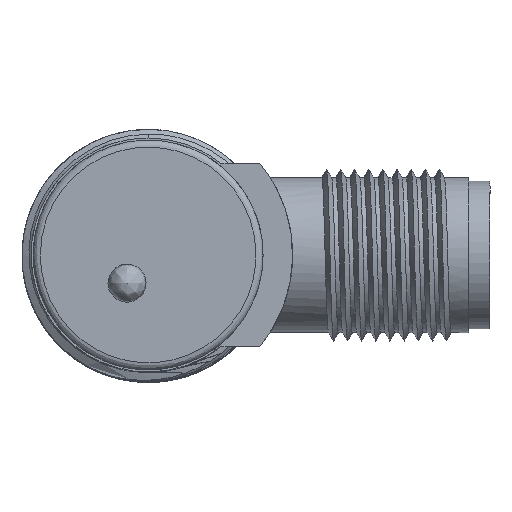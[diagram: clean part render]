
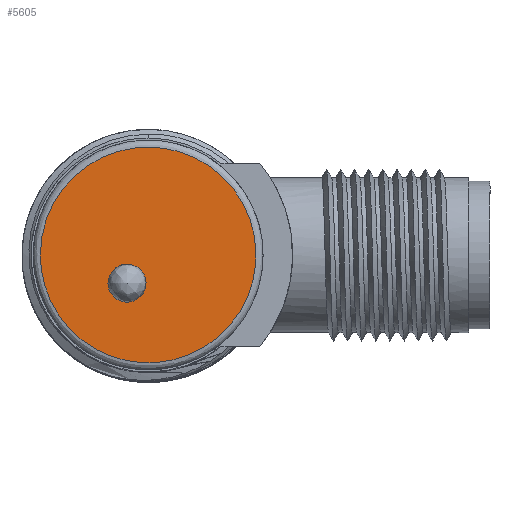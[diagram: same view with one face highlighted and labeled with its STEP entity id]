
A CAD part, top view. The second image highlights one B-rep face of the part: STEP entity #5605.
In plain terms, the highlighted free-form (B-spline) face has degree [1, 1] with [2, 2] control points.
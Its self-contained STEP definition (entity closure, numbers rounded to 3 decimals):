
#5558=CARTESIAN_POINT('',(-7.65,0.,64.5));
#5559=VERTEX_POINT('',#5558);
#5568=CARTESIAN_POINT('',(-7.65,0.,64.5));
#5569=CARTESIAN_POINT('',(-7.65,7.65,64.5));
#5570=CARTESIAN_POINT('',(0.,7.65,64.5));
#5571=CARTESIAN_POINT('',(7.65,7.65,64.5));
#5572=CARTESIAN_POINT('',(7.65,0.,64.5));
#5573=CARTESIAN_POINT('',(7.65,-7.65,64.5));
#5574=CARTESIAN_POINT('',(0.,-7.65,64.5));
#5575=CARTESIAN_POINT('',(-7.65,-7.65,64.5));
#5576=CARTESIAN_POINT('',(-7.65,0.,64.5));
#5577=(BOUNDED_CURVE()B_SPLINE_CURVE(2,(#5568,#5569,#5570,#5571,#5572,#5573,#5574,#5575,#5576),.CIRCULAR_ARC.,.T.,.U.)B_SPLINE_CURVE_WITH_KNOTS((3,2,2,2,3),(0.,0.25,0.5,0.75,1.),.UNSPECIFIED.)CURVE()GEOMETRIC_REPRESENTATION_ITEM()RATIONAL_B_SPLINE_CURVE((1.,0.707,1.,0.707,1.,0.707,1.,0.707,1.))REPRESENTATION_ITEM(''));
#5578=EDGE_CURVE('',#5559,#5559,#5577,.T.);
#5583=CARTESIAN_POINT('',(17.712,15.528,64.5));
#5584=CARTESIAN_POINT('',(17.712,-15.528,64.5));
#5585=CARTESIAN_POINT('',(-13.344,15.528,64.5));
#5586=CARTESIAN_POINT('',(-13.344,-15.528,64.5));
#5587=B_SPLINE_SURFACE_WITH_KNOTS('',1,1,((#5583,#5584),(#5585,#5586)),.PLANE_SURF.,.F.,.F.,.U.,(2,2),(2,2),(0.,1.),(0.,1.),.UNSPECIFIED.);
#5588=ORIENTED_EDGE('',*,*,#5578,.F.);
#5589=EDGE_LOOP('',(#5588));
#5590=FACE_OUTER_BOUND('',#5589,.T.);
#5591=CARTESIAN_POINT('',(-2.85,-2.,64.5));
#5592=VERTEX_POINT('',#5591);
#5593=CARTESIAN_POINT('',(-2.85,-2.,64.5));
#5594=CARTESIAN_POINT('',(-2.85,-4.338,64.5));
#5595=CARTESIAN_POINT('',(-0.825,-3.169,64.5));
#5596=CARTESIAN_POINT('',(1.2,-2.,64.5));
#5597=CARTESIAN_POINT('',(-0.825,-0.831,64.5));
#5598=CARTESIAN_POINT('',(-2.85,0.338,64.5));
#5599=CARTESIAN_POINT('',(-2.85,-2.,64.5));
#5600=(BOUNDED_CURVE()B_SPLINE_CURVE(2,(#5593,#5594,#5595,#5596,#5597,#5598,#5599),.CIRCULAR_ARC.,.T.,.U.)B_SPLINE_CURVE_WITH_KNOTS((3,2,2,3),(0.,0.333,0.667,1.),.UNSPECIFIED.)CURVE()GEOMETRIC_REPRESENTATION_ITEM()RATIONAL_B_SPLINE_CURVE((1.,0.5,1.,0.5,1.,0.5,1.))REPRESENTATION_ITEM(''));
#5601=EDGE_CURVE('',#5592,#5592,#5600,.T.);
#5602=ORIENTED_EDGE('',*,*,#5601,.F.);
#5603=EDGE_LOOP('',(#5602));
#5604=FACE_BOUND('',#5603,.T.);
#5605=ADVANCED_FACE('',(#5590,#5604),#5587,.T.);
